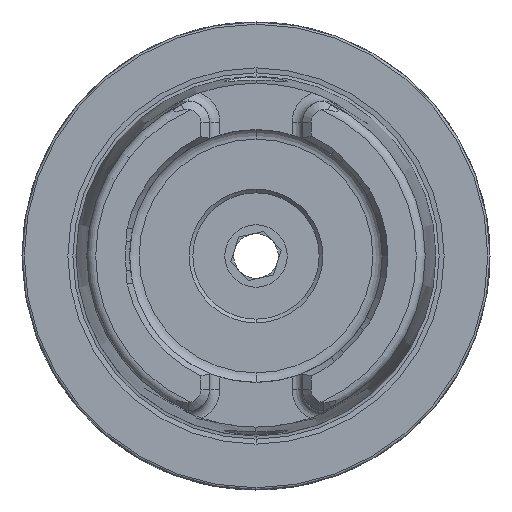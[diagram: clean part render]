
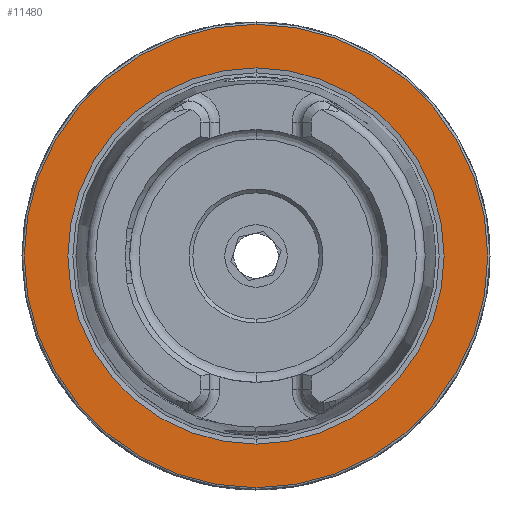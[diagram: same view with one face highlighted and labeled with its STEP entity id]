
A CAD part, left-side view. The second image highlights one B-rep face of the part: STEP entity #11480.
In plain terms, the highlighted planar face has unit normal (-1, 0, 0).
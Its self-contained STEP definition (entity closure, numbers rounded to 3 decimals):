
#158 = EDGE_LOOP ( 'NONE', ( #4721, #4726 ) ) ;
#275 = EDGE_LOOP ( 'NONE', ( #4723, #4722 ) ) ;
#1641 = AXIS2_PLACEMENT_3D ( 'NONE', #11948, #11949, #11950 ) ;
#1642 = AXIS2_PLACEMENT_3D ( 'NONE', #11941, #11942, #11943 ) ;
#1653 = AXIS2_PLACEMENT_3D ( 'NONE', #10340, #10341, #10342 ) ;
#1655 = AXIS2_PLACEMENT_3D ( 'NONE', #10286, #10287, #10288 ) ;
#1822 = CARTESIAN_POINT ( 'NONE',  ( 0., 31.2, 0. ) ) ;
#1825 = PLANE ( 'NONE',  #4700 ) ;
#1827 = DIRECTION ( 'NONE',  ( 1., 0., 0. ) ) ;
#1828 = DIRECTION ( 'NONE',  ( 0., 0., -1. ) ) ;
#4700 = AXIS2_PLACEMENT_3D ( 'NONE', #1822, #1827, #1828 ) ;
#4721 = ORIENTED_EDGE ( 'NONE', *, *, #9460, .F. ) ;
#4722 = ORIENTED_EDGE ( 'NONE', *, *, #9462, .T. ) ;
#4723 = ORIENTED_EDGE ( 'NONE', *, *, #9422, .T. ) ;
#4726 = ORIENTED_EDGE ( 'NONE', *, *, #9415, .F. ) ;
#6627 = FACE_BOUND ( 'NONE', #158, .T. ) ;
#6630 = FACE_OUTER_BOUND ( 'NONE', #275, .T. ) ;
#6857 = CARTESIAN_POINT ( 'NONE',  ( 0., 0., 31.2 ) ) ;
#6858 = CARTESIAN_POINT ( 'NONE',  ( 0., 0., -31.2 ) ) ;
#6867 = CARTESIAN_POINT ( 'NONE',  ( 0., 0., -25.324 ) ) ;
#6875 = CARTESIAN_POINT ( 'NONE',  ( 0., 0., 25.324 ) ) ;
#7998 = VERTEX_POINT ( 'NONE', #6857 ) ;
#7999 = VERTEX_POINT ( 'NONE', #6858 ) ;
#8261 = VERTEX_POINT ( 'NONE', #6867 ) ;
#8269 = VERTEX_POINT ( 'NONE', #6875 ) ;
#8746 = CIRCLE ( 'NONE', #1655, 25.324 ) ;
#8755 = CIRCLE ( 'NONE', #1653, 31.2 ) ;
#8792 = CIRCLE ( 'NONE', #1642, 25.324 ) ;
#8795 = CIRCLE ( 'NONE', #1641, 31.2 ) ;
#9415 = EDGE_CURVE ( 'NONE', #8261, #8269, #8746, .T. ) ;
#9422 = EDGE_CURVE ( 'NONE', #7998, #7999, #8755, .T. ) ;
#9460 = EDGE_CURVE ( 'NONE', #8269, #8261, #8792, .T. ) ;
#9462 = EDGE_CURVE ( 'NONE', #7999, #7998, #8795, .T. ) ;
#10286 = CARTESIAN_POINT ( 'NONE',  ( 0., 0., 0. ) ) ;
#10287 = DIRECTION ( 'NONE',  ( -1., 0., 0. ) ) ;
#10288 = DIRECTION ( 'NONE',  ( 0., 0., 1. ) ) ;
#10340 = CARTESIAN_POINT ( 'NONE',  ( 0., 0., 0. ) ) ;
#10341 = DIRECTION ( 'NONE',  ( -1., 0., 0. ) ) ;
#10342 = DIRECTION ( 'NONE',  ( 0., 0., 1. ) ) ;
#11480 = ADVANCED_FACE ( 'NONE', ( #6627, #6630 ), #1825, .F. ) ;
#11941 = CARTESIAN_POINT ( 'NONE',  ( 0., 0., 0. ) ) ;
#11942 = DIRECTION ( 'NONE',  ( -1., 0., 0. ) ) ;
#11943 = DIRECTION ( 'NONE',  ( 0., 0., 1. ) ) ;
#11948 = CARTESIAN_POINT ( 'NONE',  ( 0., 0., 0. ) ) ;
#11949 = DIRECTION ( 'NONE',  ( -1., 0., 0. ) ) ;
#11950 = DIRECTION ( 'NONE',  ( 0., 0., 1. ) ) ;
